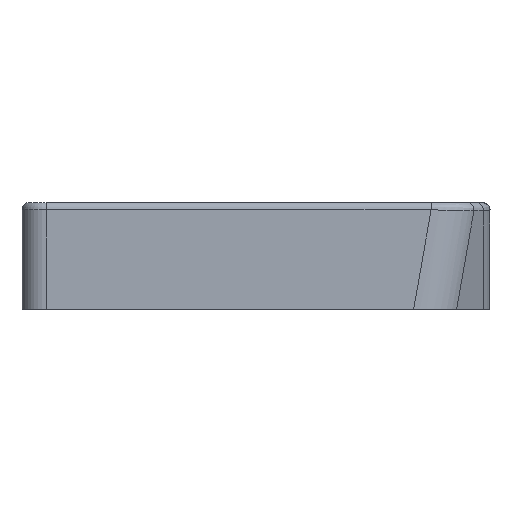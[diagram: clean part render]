
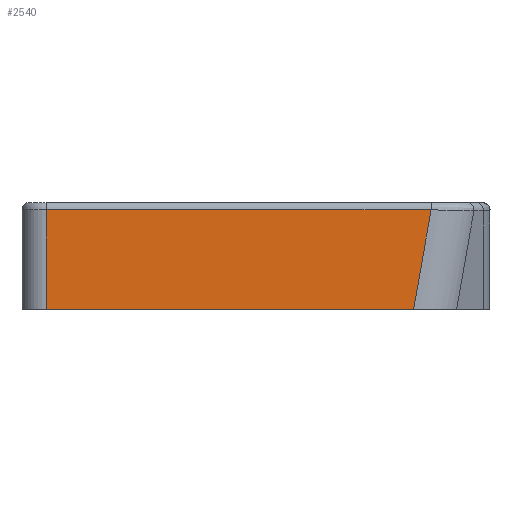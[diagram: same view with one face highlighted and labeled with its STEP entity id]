
A CAD part, left-side view. The second image highlights one B-rep face of the part: STEP entity #2540.
In plain terms, the highlighted planar face has unit normal (-1, 0, 0).
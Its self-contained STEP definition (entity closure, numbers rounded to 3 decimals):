
#102=PLANE('',#2843);
#240=FACE_OUTER_BOUND('',#412,.T.);
#412=EDGE_LOOP('',(#2134,#2135,#2136,#2137));
#493=LINE('',#3838,#674);
#612=LINE('',#4526,#793);
#616=LINE('',#4581,#797);
#618=LINE('',#4584,#799);
#674=VECTOR('',#3000,10.);
#793=VECTOR('',#3513,10.);
#797=VECTOR('',#3547,10.);
#799=VECTOR('',#3551,10.);
#1033=VERTEX_POINT('',#3835);
#1034=VERTEX_POINT('',#3837);
#1198=VERTEX_POINT('',#4518);
#1200=VERTEX_POINT('',#4524);
#1271=EDGE_CURVE('',#1033,#1034,#493,.F.);
#1520=EDGE_CURVE('',#1200,#1198,#612,.T.);
#1533=EDGE_CURVE('',#1198,#1033,#616,.T.);
#1535=EDGE_CURVE('',#1034,#1200,#618,.T.);
#2134=ORIENTED_EDGE('',*,*,#1520,.F.);
#2135=ORIENTED_EDGE('',*,*,#1535,.F.);
#2136=ORIENTED_EDGE('',*,*,#1271,.F.);
#2137=ORIENTED_EDGE('',*,*,#1533,.F.);
#2540=ADVANCED_FACE('',(#240),#102,.T.);
#2843=AXIS2_PLACEMENT_3D('',#4583,#3549,#3550);
#3000=DIRECTION('',(0.,-1.,0.));
#3513=DIRECTION('',(0.,-1.,0.));
#3547=DIRECTION('',(0.,0.174,-0.985));
#3549=DIRECTION('center_axis',(-1.,0.,0.));
#3550=DIRECTION('ref_axis',(0.,-1.,0.));
#3551=DIRECTION('',(0.,0.,1.));
#3835=CARTESIAN_POINT('',(-117.452,-29.272,-0.4));
#3837=CARTESIAN_POINT('',(-117.452,46.266,-0.4));
#3838=CARTESIAN_POINT('',(-117.452,12.793,-0.4));
#4518=CARTESIAN_POINT('',(-117.452,-32.887,20.1));
#4524=CARTESIAN_POINT('',(-117.452,46.266,20.1));
#4526=CARTESIAN_POINT('',(-117.452,16.793,20.1));
#4581=CARTESIAN_POINT('',(-117.452,-29.109,-1.325));
#4583=CARTESIAN_POINT('Origin',(-117.452,29.594,1.34));
#4584=CARTESIAN_POINT('',(-117.452,46.266,1.47));
